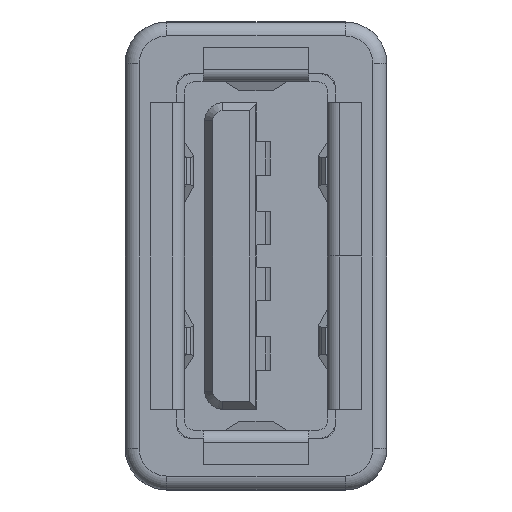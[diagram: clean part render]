
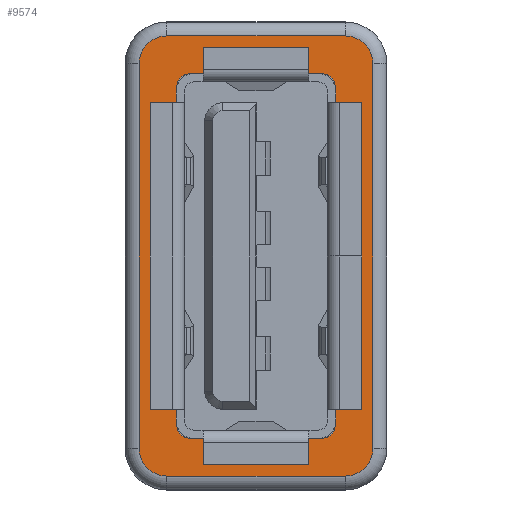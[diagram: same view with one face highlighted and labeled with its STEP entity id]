
A CAD part, left-side view. The second image highlights one B-rep face of the part: STEP entity #9574.
In plain terms, the highlighted planar face has unit normal (-1, 0, 0).
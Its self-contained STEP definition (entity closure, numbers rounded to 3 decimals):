
#8 = DIRECTION ( 'NONE',  ( -1., 0., 0. ) ) ;
#55 = CARTESIAN_POINT ( 'NONE',  ( -55.073, 2.85, 6.05 ) ) ;
#953 = VERTEX_POINT ( 'NONE', #22931 ) ;
#980 = PLANE ( 'NONE',  #12186 ) ;
#1018 = DIRECTION ( 'NONE',  ( 0., 0., 1. ) ) ;
#1106 = CIRCLE ( 'NONE', #14987, 0.5 ) ;
#1486 = DIRECTION ( 'NONE',  ( 0., 0., -1. ) ) ;
#1495 = LINE ( 'NONE', #26966, #17698 ) ;
#1544 = DIRECTION ( 'NONE',  ( 0., -1., 0. ) ) ;
#1623 = EDGE_CURVE ( 'NONE', #14317, #6735, #3738, .T. ) ;
#1810 = EDGE_CURVE ( 'NONE', #19017, #26718, #8511, .T. ) ;
#1966 = DIRECTION ( 'NONE',  ( 0., -1., 0. ) ) ;
#2323 = CIRCLE ( 'NONE', #10899, 1. ) ;
#2357 = CARTESIAN_POINT ( 'NONE',  ( -55.073, 3.2, -6.9 ) ) ;
#2902 = LINE ( 'NONE', #11588, #27061 ) ;
#2995 = VERTEX_POINT ( 'NONE', #25928 ) ;
#3061 = CARTESIAN_POINT ( 'NONE',  ( -55.073, -2.85, -6.05 ) ) ;
#3664 = AXIS2_PLACEMENT_3D ( 'NONE', #14306, #25709, #27950 ) ;
#3738 = LINE ( 'NONE', #14722, #16105 ) ;
#4152 = CARTESIAN_POINT ( 'NONE',  ( -55.073, 2.35, 6.55 ) ) ;
#4220 = CIRCLE ( 'NONE', #15068, 0.5 ) ;
#4475 = ORIENTED_EDGE ( 'NONE', *, *, #16295, .T. ) ;
#4944 = DIRECTION ( 'NONE',  ( 0., 0., 1. ) ) ;
#5208 = LINE ( 'NONE', #8232, #21737 ) ;
#5257 = CIRCLE ( 'NONE', #9847, 0.5 ) ;
#5699 = VERTEX_POINT ( 'NONE', #21482 ) ;
#5818 = DIRECTION ( 'NONE',  ( -1., 0., 0. ) ) ;
#6101 = EDGE_CURVE ( 'NONE', #21862, #15855, #2902, .T. ) ;
#6188 = FACE_OUTER_BOUND ( 'NONE', #10802, .T. ) ;
#6383 = LINE ( 'NONE', #8222, #17367 ) ;
#6735 = VERTEX_POINT ( 'NONE', #6934 ) ;
#6934 = CARTESIAN_POINT ( 'NONE',  ( -55.073, -2.35, -6.55 ) ) ;
#7030 = CIRCLE ( 'NONE', #9683, 1. ) ;
#7624 = DIRECTION ( 'NONE',  ( 0., 0., 1. ) ) ;
#8057 = CARTESIAN_POINT ( 'NONE',  ( -55.073, -3.2, 6.9 ) ) ;
#8209 = CARTESIAN_POINT ( 'NONE',  ( -55.073, 2.35, 6.05 ) ) ;
#8222 = CARTESIAN_POINT ( 'NONE',  ( -55.073, -2.85, 6.05 ) ) ;
#8232 = CARTESIAN_POINT ( 'NONE',  ( -55.073, -2.35, 6.55 ) ) ;
#8511 = LINE ( 'NONE', #22246, #26135 ) ;
#9004 = DIRECTION ( 'NONE',  ( 0., -1., 0. ) ) ;
#9254 = DIRECTION ( 'NONE',  ( -1., 0., 0. ) ) ;
#9574 = ADVANCED_FACE ( 'NONE', ( #6188, #14062 ), #980, .T. ) ;
#9620 = CARTESIAN_POINT ( 'NONE',  ( -55.073, -3.2, 7.9 ) ) ;
#9683 = AXIS2_PLACEMENT_3D ( 'NONE', #2357, #9254, #4944 ) ;
#9847 = AXIS2_PLACEMENT_3D ( 'NONE', #24129, #8, #16005 ) ;
#9921 = CIRCLE ( 'NONE', #24583, 1. ) ;
#10059 = EDGE_CURVE ( 'NONE', #17617, #21862, #9921, .T. ) ;
#10404 = ORIENTED_EDGE ( 'NONE', *, *, #27517, .F. ) ;
#10421 = ORIENTED_EDGE ( 'NONE', *, *, #1623, .F. ) ;
#10802 = EDGE_LOOP ( 'NONE', ( #25094, #15680, #19791, #25371, #21800, #4475, #27926, #28086 ) ) ;
#10840 = CARTESIAN_POINT ( 'NONE',  ( -55.073, 3.2, 7.9 ) ) ;
#10899 = AXIS2_PLACEMENT_3D ( 'NONE', #21573, #21283, #27882 ) ;
#11588 = CARTESIAN_POINT ( 'NONE',  ( -55.073, 0., 7.9 ) ) ;
#11690 = CARTESIAN_POINT ( 'NONE',  ( -55.073, -3.2, -6.9 ) ) ;
#11731 = EDGE_CURVE ( 'NONE', #14665, #17617, #12909, .T. ) ;
#12035 = EDGE_CURVE ( 'NONE', #19627, #22181, #1106, .T. ) ;
#12186 = AXIS2_PLACEMENT_3D ( 'NONE', #18924, #5818, #7624 ) ;
#12263 = CARTESIAN_POINT ( 'NONE',  ( -55.073, 4.2, 0. ) ) ;
#12909 = LINE ( 'NONE', #24730, #24310 ) ;
#13153 = DIRECTION ( 'NONE',  ( -1., 0., 0. ) ) ;
#13247 = EDGE_CURVE ( 'NONE', #953, #14317, #5257, .T. ) ;
#13263 = CARTESIAN_POINT ( 'NONE',  ( -55.073, -2.35, -6.05 ) ) ;
#13306 = CARTESIAN_POINT ( 'NONE',  ( -55.073, -2.85, 6.05 ) ) ;
#13308 = ORIENTED_EDGE ( 'NONE', *, *, #12035, .F. ) ;
#14062 = FACE_BOUND ( 'NONE', #15631, .T. ) ;
#14079 = CARTESIAN_POINT ( 'NONE',  ( -55.073, -4.2, -6.9 ) ) ;
#14081 = DIRECTION ( 'NONE',  ( 0., 1., 0. ) ) ;
#14306 = CARTESIAN_POINT ( 'NONE',  ( -55.073, -2.35, 6.05 ) ) ;
#14317 = VERTEX_POINT ( 'NONE', #17407 ) ;
#14665 = VERTEX_POINT ( 'NONE', #14079 ) ;
#14722 = CARTESIAN_POINT ( 'NONE',  ( -55.073, -2.35, -6.55 ) ) ;
#14762 = EDGE_CURVE ( 'NONE', #2995, #22550, #21346, .T. ) ;
#14836 = CIRCLE ( 'NONE', #3664, 0.5 ) ;
#14968 = CARTESIAN_POINT ( 'NONE',  ( -55.073, -3.2, -7.9 ) ) ;
#14987 = AXIS2_PLACEMENT_3D ( 'NONE', #8209, #23673, #1966 ) ;
#15068 = AXIS2_PLACEMENT_3D ( 'NONE', #13263, #13153, #28632 ) ;
#15631 = EDGE_LOOP ( 'NONE', ( #21501, #10421, #16454, #10404, #13308, #23581, #24293, #17862 ) ) ;
#15680 = ORIENTED_EDGE ( 'NONE', *, *, #15730, .T. ) ;
#15730 = EDGE_CURVE ( 'NONE', #15855, #2995, #2323, .T. ) ;
#15855 = VERTEX_POINT ( 'NONE', #10840 ) ;
#16005 = DIRECTION ( 'NONE',  ( 0., -1., 0. ) ) ;
#16105 = VECTOR ( 'NONE', #1544, 1000. ) ;
#16295 = EDGE_CURVE ( 'NONE', #26718, #14665, #23330, .T. ) ;
#16454 = ORIENTED_EDGE ( 'NONE', *, *, #13247, .F. ) ;
#17367 = VECTOR ( 'NONE', #19046, 1000. ) ;
#17407 = CARTESIAN_POINT ( 'NONE',  ( -55.073, 2.35, -6.55 ) ) ;
#17506 = EDGE_CURVE ( 'NONE', #27638, #25027, #6383, .T. ) ;
#17617 = VERTEX_POINT ( 'NONE', #26353 ) ;
#17698 = VECTOR ( 'NONE', #24545, 1000. ) ;
#17862 = ORIENTED_EDGE ( 'NONE', *, *, #17506, .F. ) ;
#18178 = DIRECTION ( 'NONE',  ( 0., 0., 1. ) ) ;
#18924 = CARTESIAN_POINT ( 'NONE',  ( -55.073, 0., 0. ) ) ;
#19017 = VERTEX_POINT ( 'NONE', #28367 ) ;
#19046 = DIRECTION ( 'NONE',  ( 0., 0., 1. ) ) ;
#19627 = VERTEX_POINT ( 'NONE', #4152 ) ;
#19791 = ORIENTED_EDGE ( 'NONE', *, *, #14762, .T. ) ;
#20758 = EDGE_CURVE ( 'NONE', #25027, #5699, #14836, .T. ) ;
#20772 = DIRECTION ( 'NONE',  ( -1., 0., 0. ) ) ;
#20943 = EDGE_CURVE ( 'NONE', #5699, #19627, #5208, .T. ) ;
#21283 = DIRECTION ( 'NONE',  ( -1., 0., 0. ) ) ;
#21346 = LINE ( 'NONE', #12263, #28280 ) ;
#21482 = CARTESIAN_POINT ( 'NONE',  ( -55.073, -2.35, 6.55 ) ) ;
#21501 = ORIENTED_EDGE ( 'NONE', *, *, #28580, .F. ) ;
#21573 = CARTESIAN_POINT ( 'NONE',  ( -55.073, 3.2, 6.9 ) ) ;
#21737 = VECTOR ( 'NONE', #21745, 1000. ) ;
#21745 = DIRECTION ( 'NONE',  ( 0., 1., 0. ) ) ;
#21800 = ORIENTED_EDGE ( 'NONE', *, *, #1810, .T. ) ;
#21862 = VERTEX_POINT ( 'NONE', #9620 ) ;
#22181 = VERTEX_POINT ( 'NONE', #55 ) ;
#22246 = CARTESIAN_POINT ( 'NONE',  ( -55.073, 0., -7.9 ) ) ;
#22550 = VERTEX_POINT ( 'NONE', #22821 ) ;
#22821 = CARTESIAN_POINT ( 'NONE',  ( -55.073, 4.2, -6.9 ) ) ;
#22931 = CARTESIAN_POINT ( 'NONE',  ( -55.073, 2.85, -6.05 ) ) ;
#23330 = CIRCLE ( 'NONE', #27589, 1. ) ;
#23514 = DIRECTION ( 'NONE',  ( -1., 0., 0. ) ) ;
#23581 = ORIENTED_EDGE ( 'NONE', *, *, #20943, .F. ) ;
#23673 = DIRECTION ( 'NONE',  ( -1., 0., 0. ) ) ;
#24129 = CARTESIAN_POINT ( 'NONE',  ( -55.073, 2.35, -6.05 ) ) ;
#24293 = ORIENTED_EDGE ( 'NONE', *, *, #20758, .F. ) ;
#24310 = VECTOR ( 'NONE', #18178, 1000. ) ;
#24317 = EDGE_CURVE ( 'NONE', #22550, #19017, #7030, .T. ) ;
#24545 = DIRECTION ( 'NONE',  ( 0., 0., -1. ) ) ;
#24583 = AXIS2_PLACEMENT_3D ( 'NONE', #8057, #23514, #27768 ) ;
#24730 = CARTESIAN_POINT ( 'NONE',  ( -55.073, -4.2, 0. ) ) ;
#25027 = VERTEX_POINT ( 'NONE', #13306 ) ;
#25094 = ORIENTED_EDGE ( 'NONE', *, *, #6101, .T. ) ;
#25371 = ORIENTED_EDGE ( 'NONE', *, *, #24317, .T. ) ;
#25709 = DIRECTION ( 'NONE',  ( -1., 0., 0. ) ) ;
#25928 = CARTESIAN_POINT ( 'NONE',  ( -55.073, 4.2, 6.9 ) ) ;
#26135 = VECTOR ( 'NONE', #9004, 1000. ) ;
#26353 = CARTESIAN_POINT ( 'NONE',  ( -55.073, -4.2, 6.9 ) ) ;
#26718 = VERTEX_POINT ( 'NONE', #14968 ) ;
#26966 = CARTESIAN_POINT ( 'NONE',  ( -55.073, 2.85, 6.05 ) ) ;
#27061 = VECTOR ( 'NONE', #14081, 1000. ) ;
#27517 = EDGE_CURVE ( 'NONE', #22181, #953, #1495, .T. ) ;
#27589 = AXIS2_PLACEMENT_3D ( 'NONE', #11690, #20772, #1018 ) ;
#27638 = VERTEX_POINT ( 'NONE', #3061 ) ;
#27768 = DIRECTION ( 'NONE',  ( 0., 0., 1. ) ) ;
#27882 = DIRECTION ( 'NONE',  ( 0., 0., 1. ) ) ;
#27926 = ORIENTED_EDGE ( 'NONE', *, *, #11731, .T. ) ;
#27950 = DIRECTION ( 'NONE',  ( 0., -1., 0. ) ) ;
#28086 = ORIENTED_EDGE ( 'NONE', *, *, #10059, .T. ) ;
#28280 = VECTOR ( 'NONE', #1486, 1000. ) ;
#28367 = CARTESIAN_POINT ( 'NONE',  ( -55.073, 3.2, -7.9 ) ) ;
#28580 = EDGE_CURVE ( 'NONE', #6735, #27638, #4220, .T. ) ;
#28632 = DIRECTION ( 'NONE',  ( 0., 1., 0. ) ) ;
